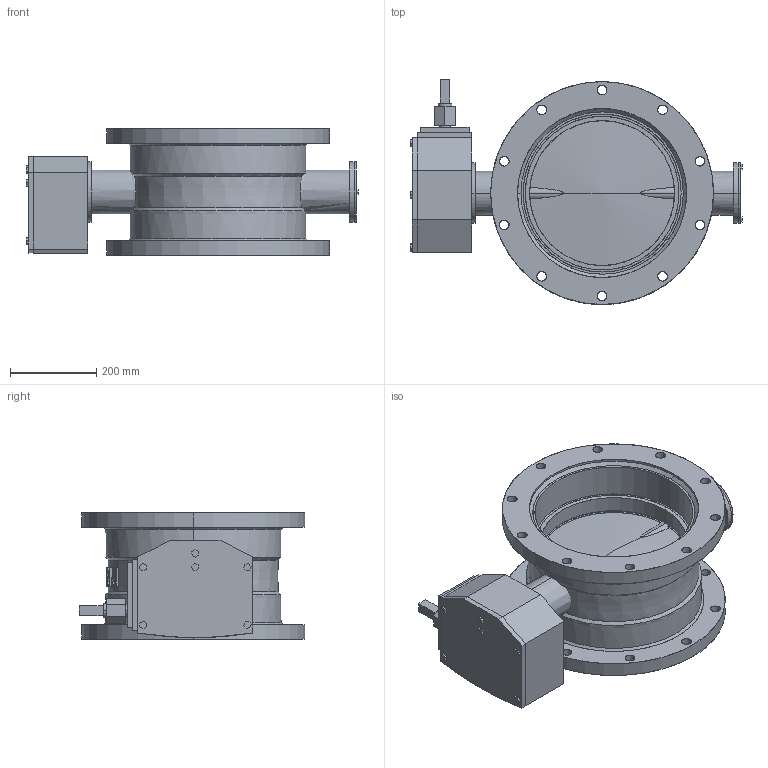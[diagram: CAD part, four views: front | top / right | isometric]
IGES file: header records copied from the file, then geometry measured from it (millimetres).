
Start section: SolidWorks IGES file using analytic representation for surfaces
Global section: file name: 150B-MJ-14.IGS; native system: SolidWorks 2014; preprocessor: SolidWorks 2014; author: PRINCE; date: 170425.233302; units: inch
Bounding box: 768.6 x 521.59 x 292.1 mm (x, y, z)
Surface area: 2328364.5 mm2 (no closed solid volume)
Topology: 0 solids, 0 shells, 399 faces, 8476 edges, 8472 vertices
Faces by surface type: bspline 219, revolution 180
